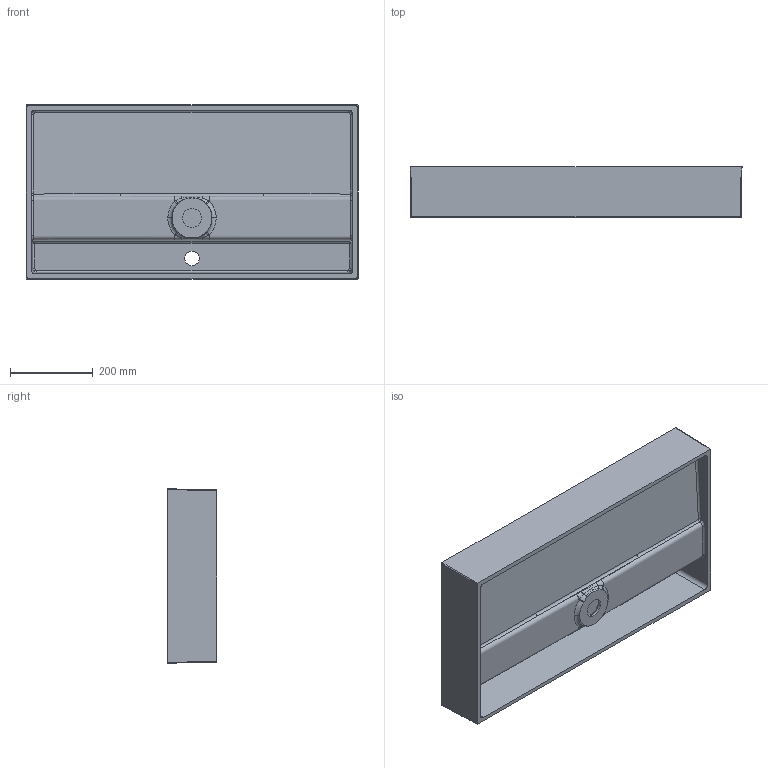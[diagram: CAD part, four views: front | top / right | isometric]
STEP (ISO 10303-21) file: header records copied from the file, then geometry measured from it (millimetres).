
FILE_DESCRIPTION (( 'STEP AP214' ), '1' );
FILE_NAME ('Logic new 800.STEP', '2020-11-13T11:49:49', ( '' ), ( '' ), 'SwSTEP 2.0', 'SolidWorks 2020', '' );
FILE_SCHEMA (( 'AUTOMOTIVE_DESIGN' ));
Length unit declared in the file: millimetre
Products named in the file (1): Logic new 800
Bounding box: 800.19 x 120 x 420.19 mm (x, y, z)
Volume: 8115474.3 mm3; surface area: 1483542.9 mm2
Topology: 2 solids, 2 shells, 340 faces, 834 edges, 472 vertices
Faces by surface type: bspline 164, cylinder 99, plane 48, torus 20, cone 7, sphere 2
Entity records: 17207 total; most frequent: CARTESIAN_POINT 10738, ORIENTED_EDGE 1612, DIRECTION 1038, EDGE_CURVE 806, VERTEX_POINT 472, AXIS2_PLACEMENT_3D 418, EDGE_LOOP 346, FACE_OUTER_BOUND 340
